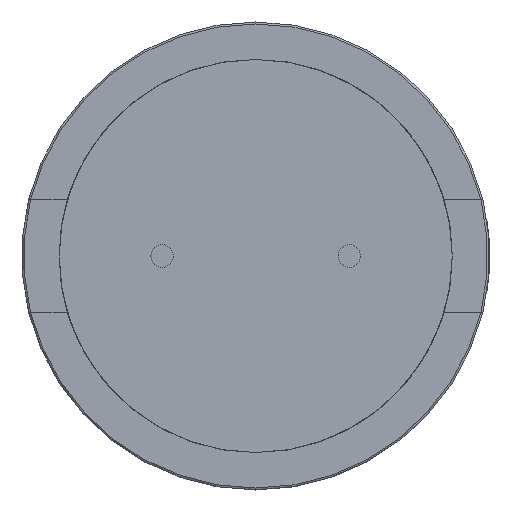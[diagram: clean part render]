
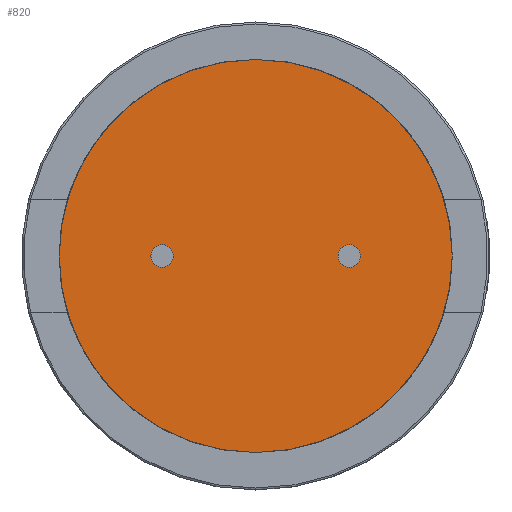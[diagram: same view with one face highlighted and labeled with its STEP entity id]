
A CAD part, front view. The second image highlights one B-rep face of the part: STEP entity #820.
In plain terms, the highlighted planar face has unit normal (0, -1, 0).
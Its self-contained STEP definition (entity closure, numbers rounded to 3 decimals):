
#6 = DIRECTION ( 'NONE',  ( 0., 0., -1. ) ) ;
#55 = DIRECTION ( 'NONE',  ( 0., 0., -1. ) ) ;
#158 = AXIS2_PLACEMENT_3D ( 'NONE', #1968, #1016, #6 ) ;
#163 = CARTESIAN_POINT ( 'NONE',  ( -2.5, 0.052, 0. ) ) ;
#182 = DIRECTION ( 'NONE',  ( 0., -1., 0. ) ) ;
#196 = CARTESIAN_POINT ( 'NONE',  ( 2.5, 0.052, -0.3 ) ) ;
#258 = PLANE ( 'NONE',  #967 ) ;
#267 = DIRECTION ( 'NONE',  ( 0., -1., 0. ) ) ;
#322 = DIRECTION ( 'NONE',  ( 0., 0., -1. ) ) ;
#358 = CIRCLE ( 'NONE', #158, 5.25 ) ;
#377 = ORIENTED_EDGE ( 'NONE', *, *, #1813, .F. ) ;
#380 = CIRCLE ( 'NONE', #1491, 0.3 ) ;
#401 = CARTESIAN_POINT ( 'NONE',  ( 0., 0.052, 0. ) ) ;
#408 = CARTESIAN_POINT ( 'NONE',  ( 0., 0.052, -5.25 ) ) ;
#410 = AXIS2_PLACEMENT_3D ( 'NONE', #1177, #182, #1338 ) ;
#412 = AXIS2_PLACEMENT_3D ( 'NONE', #401, #1553, #578 ) ;
#417 = CARTESIAN_POINT ( 'NONE',  ( 0., 0.052, 0. ) ) ;
#418 = CARTESIAN_POINT ( 'NONE',  ( -2.5, 0.052, 0.3 ) ) ;
#476 = CIRCLE ( 'NONE', #1822, 0.3 ) ;
#556 = DIRECTION ( 'NONE',  ( 0., -1., 0. ) ) ;
#578 = DIRECTION ( 'NONE',  ( 0., 0., -1. ) ) ;
#743 = CARTESIAN_POINT ( 'NONE',  ( -2.5, 0.052, -0.3 ) ) ;
#762 = EDGE_CURVE ( 'NONE', #1886, #1254, #476, .T. ) ;
#797 = ORIENTED_EDGE ( 'NONE', *, *, #1599, .F. ) ;
#819 = ORIENTED_EDGE ( 'NONE', *, *, #1570, .T. ) ;
#820 = ADVANCED_FACE ( 'NONE', ( #1799, #1003, #1430 ), #258, .T. ) ;
#904 = EDGE_LOOP ( 'NONE', ( #1768, #819 ) ) ;
#967 = AXIS2_PLACEMENT_3D ( 'NONE', #417, #267, #1422 ) ;
#982 = CIRCLE ( 'NONE', #412, 5.25 ) ;
#1003 = FACE_BOUND ( 'NONE', #1171, .T. ) ;
#1016 = DIRECTION ( 'NONE',  ( 0., -1., 0. ) ) ;
#1028 = VERTEX_POINT ( 'NONE', #1304 ) ;
#1064 = DIRECTION ( 'NONE',  ( 0., -1., 0. ) ) ;
#1106 = VERTEX_POINT ( 'NONE', #196 ) ;
#1171 = EDGE_LOOP ( 'NONE', ( #797, #1705 ) ) ;
#1177 = CARTESIAN_POINT ( 'NONE',  ( 2.5, 0.052, 0. ) ) ;
#1190 = ORIENTED_EDGE ( 'NONE', *, *, #1664, .F. ) ;
#1254 = VERTEX_POINT ( 'NONE', #418 ) ;
#1304 = CARTESIAN_POINT ( 'NONE',  ( 2.5, 0.052, 0.3 ) ) ;
#1315 = DIRECTION ( 'NONE',  ( 0., -1., 0. ) ) ;
#1338 = DIRECTION ( 'NONE',  ( 0., 0., -1. ) ) ;
#1410 = CIRCLE ( 'NONE', #1979, 0.3 ) ;
#1422 = DIRECTION ( 'NONE',  ( 0., 0., -1. ) ) ;
#1430 = FACE_OUTER_BOUND ( 'NONE', #904, .T. ) ;
#1491 = AXIS2_PLACEMENT_3D ( 'NONE', #163, #1315, #322 ) ;
#1539 = CARTESIAN_POINT ( 'NONE',  ( -2.5, 0.052, 0. ) ) ;
#1553 = DIRECTION ( 'NONE',  ( 0., -1., 0. ) ) ;
#1570 = EDGE_CURVE ( 'NONE', #1665, #1896, #358, .T. ) ;
#1599 = EDGE_CURVE ( 'NONE', #1254, #1886, #380, .T. ) ;
#1664 = EDGE_CURVE ( 'NONE', #1028, #1106, #1918, .T. ) ;
#1665 = VERTEX_POINT ( 'NONE', #1966 ) ;
#1692 = DIRECTION ( 'NONE',  ( 0., 0., -1. ) ) ;
#1705 = ORIENTED_EDGE ( 'NONE', *, *, #762, .F. ) ;
#1768 = ORIENTED_EDGE ( 'NONE', *, *, #1862, .T. ) ;
#1799 = FACE_BOUND ( 'NONE', #2028, .T. ) ;
#1813 = EDGE_CURVE ( 'NONE', #1106, #1028, #1410, .T. ) ;
#1822 = AXIS2_PLACEMENT_3D ( 'NONE', #1539, #556, #1692 ) ;
#1862 = EDGE_CURVE ( 'NONE', #1896, #1665, #982, .T. ) ;
#1886 = VERTEX_POINT ( 'NONE', #743 ) ;
#1896 = VERTEX_POINT ( 'NONE', #408 ) ;
#1918 = CIRCLE ( 'NONE', #410, 0.3 ) ;
#1966 = CARTESIAN_POINT ( 'NONE',  ( 0., 0.052, 5.25 ) ) ;
#1968 = CARTESIAN_POINT ( 'NONE',  ( 0., 0.052, 0. ) ) ;
#1979 = AXIS2_PLACEMENT_3D ( 'NONE', #2013, #1064, #55 ) ;
#2013 = CARTESIAN_POINT ( 'NONE',  ( 2.5, 0.052, 0. ) ) ;
#2028 = EDGE_LOOP ( 'NONE', ( #1190, #377 ) ) ;
